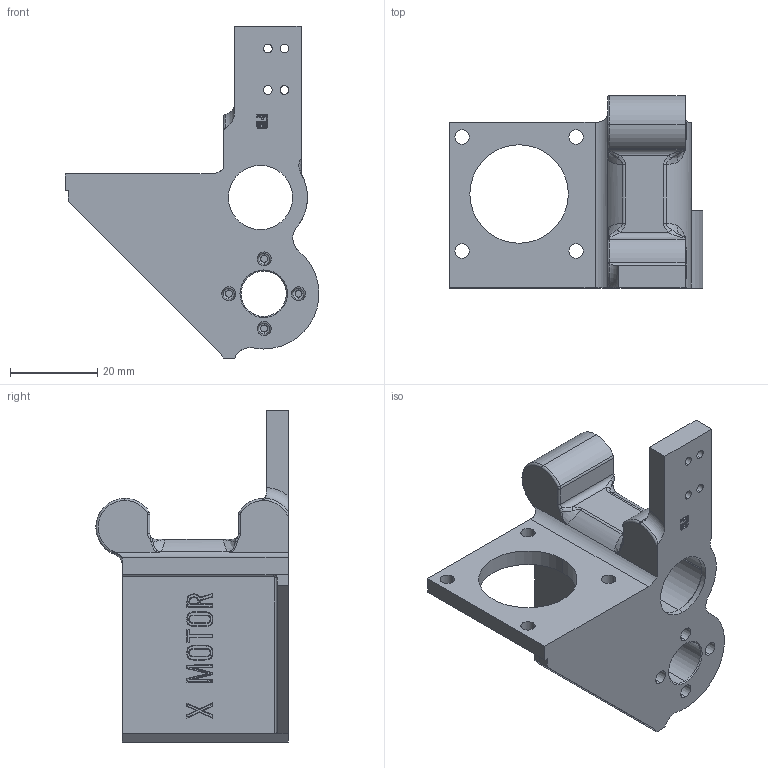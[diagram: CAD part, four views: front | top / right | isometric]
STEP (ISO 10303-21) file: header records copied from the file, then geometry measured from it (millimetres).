
FILE_DESCRIPTION (( 'STEP AP214' ), '1' );
FILE_NAME ('MicroBeta_Xmount_v2.STEP', '2021-09-02T03:21:10', ( '' ), ( '' ), 'SwSTEP 2.0', 'SolidWorks 2021', '' );
FILE_SCHEMA (( 'AUTOMOTIVE_DESIGN' ));
Length unit declared in the file: inch
Products named in the file (1): MicroBeta_Xmount_v2
Bounding box: 58.27 x 44.15 x 76.24 mm (x, y, z)
Volume: 25902 mm3; surface area: 15433.7 mm2
Topology: 1 solids, 1 shells, 416 faces, 1089 edges, 701 vertices
Faces by surface type: plane 209, bspline 84, cylinder 73, cone 27, torus 23
Entity records: 22462 total; most frequent: CARTESIAN_POINT 12869, ORIENTED_EDGE 2174, DIRECTION 1649, EDGE_CURVE 1087, VERTEX_POINT 701, VECTOR 581, LINE 581, AXIS2_PLACEMENT_3D 534
